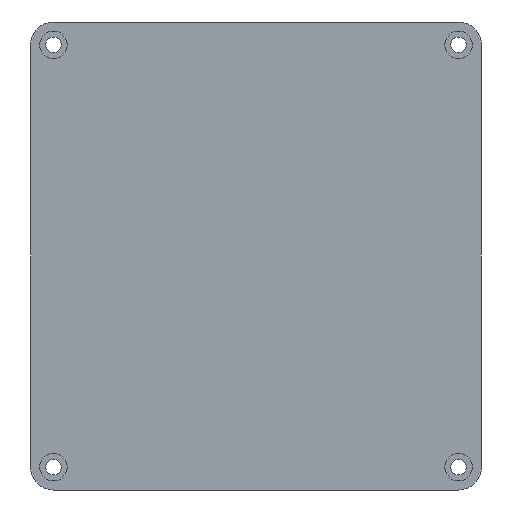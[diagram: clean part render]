
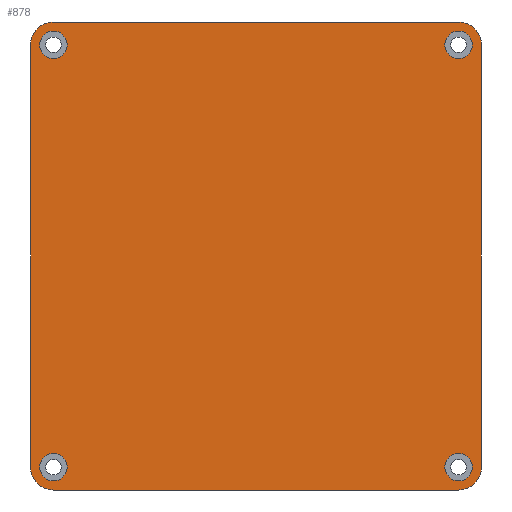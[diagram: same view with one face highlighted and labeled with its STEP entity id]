
A CAD part, front view. The second image highlights one B-rep face of the part: STEP entity #878.
In plain terms, the highlighted planar face has unit normal (0, -1, 0).
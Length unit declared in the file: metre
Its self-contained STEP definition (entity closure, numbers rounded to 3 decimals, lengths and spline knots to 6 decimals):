
#63=LINE('',#1430,#145);
#65=LINE('',#1434,#147);
#69=LINE('',#1443,#151);
#73=LINE('',#1452,#155);
#145=VECTOR('',#1148,1.);
#147=VECTOR('',#1152,1.);
#151=VECTOR('',#1158,1.);
#155=VECTOR('',#1164,1.);
#204=PLANE('',#1004);
#348=ORIENTED_EDGE('',*,*,#505,.F.);
#349=ORIENTED_EDGE('',*,*,#539,.T.);
#350=ORIENTED_EDGE('',*,*,#515,.F.);
#351=ORIENTED_EDGE('',*,*,#540,.T.);
#352=ORIENTED_EDGE('',*,*,#511,.T.);
#353=ORIENTED_EDGE('',*,*,#541,.T.);
#354=ORIENTED_EDGE('',*,*,#507,.F.);
#355=ORIENTED_EDGE('',*,*,#542,.T.);
#356=ORIENTED_EDGE('',*,*,#532,.F.);
#357=ORIENTED_EDGE('',*,*,#530,.T.);
#358=ORIENTED_EDGE('',*,*,#528,.F.);
#359=ORIENTED_EDGE('',*,*,#534,.T.);
#505=EDGE_CURVE('',#606,#607,#63,.T.);
#507=EDGE_CURVE('',#608,#609,#65,.T.);
#511=EDGE_CURVE('',#612,#613,#69,.T.);
#515=EDGE_CURVE('',#616,#617,#73,.T.);
#528=EDGE_CURVE('',#625,#625,#649,.T.);
#530=EDGE_CURVE('',#627,#627,#651,.T.);
#532=EDGE_CURVE('',#629,#629,#653,.T.);
#534=EDGE_CURVE('',#631,#631,#655,.T.);
#539=EDGE_CURVE('',#606,#617,#660,.F.);
#540=EDGE_CURVE('',#616,#612,#661,.F.);
#541=EDGE_CURVE('',#613,#609,#662,.F.);
#542=EDGE_CURVE('',#608,#607,#663,.F.);
#606=VERTEX_POINT('',#1429);
#607=VERTEX_POINT('',#1431);
#608=VERTEX_POINT('',#1435);
#609=VERTEX_POINT('',#1436);
#612=VERTEX_POINT('',#1444);
#613=VERTEX_POINT('',#1445);
#616=VERTEX_POINT('',#1453);
#617=VERTEX_POINT('',#1454);
#625=VERTEX_POINT('',#1477);
#627=VERTEX_POINT('',#1482);
#629=VERTEX_POINT('',#1487);
#631=VERTEX_POINT('',#1492);
#649=CIRCLE('',#989,0.003);
#651=CIRCLE('',#992,0.003);
#653=CIRCLE('',#995,0.003);
#655=CIRCLE('',#998,0.003);
#660=CIRCLE('',#1005,0.005);
#661=CIRCLE('',#1006,0.005);
#662=CIRCLE('',#1007,0.005);
#663=CIRCLE('',#1008,0.005);
#714=EDGE_LOOP('',(#348,#349,#350,#351,#352,#353,#354,#355));
#715=EDGE_LOOP('',(#356));
#716=EDGE_LOOP('',(#357));
#717=EDGE_LOOP('',(#358));
#718=EDGE_LOOP('',(#359));
#794=FACE_BOUND('',#714,.T.);
#795=FACE_BOUND('',#715,.T.);
#796=FACE_BOUND('',#716,.T.);
#797=FACE_BOUND('',#717,.T.);
#798=FACE_BOUND('',#718,.T.);
#878=ADVANCED_FACE('',(#794,#795,#796,#797,#798),#204,.F.);
#989=AXIS2_PLACEMENT_3D('',#1476,#1182,#1183);
#992=AXIS2_PLACEMENT_3D('',#1481,#1188,#1189);
#995=AXIS2_PLACEMENT_3D('',#1486,#1194,#1195);
#998=AXIS2_PLACEMENT_3D('',#1491,#1200,#1201);
#1004=AXIS2_PLACEMENT_3D('',#1498,#1212,#1213);
#1005=AXIS2_PLACEMENT_3D('',#1499,#1214,#1215);
#1006=AXIS2_PLACEMENT_3D('',#1500,#1216,#1217);
#1007=AXIS2_PLACEMENT_3D('',#1501,#1218,#1219);
#1008=AXIS2_PLACEMENT_3D('',#1502,#1220,#1221);
#1148=DIRECTION('',(0.,0.,1.));
#1152=DIRECTION('',(1.,0.,0.));
#1158=DIRECTION('',(0.,0.,1.));
#1164=DIRECTION('',(-1.,0.,0.));
#1182=DIRECTION('',(0.,-1.,0.));
#1183=DIRECTION('',(1.,0.,0.));
#1188=DIRECTION('',(0.,1.,0.));
#1189=DIRECTION('',(1.,0.,0.));
#1194=DIRECTION('',(0.,-1.,0.));
#1195=DIRECTION('',(1.,0.,0.));
#1200=DIRECTION('',(0.,1.,0.));
#1201=DIRECTION('',(1.,0.,0.));
#1212=DIRECTION('',(0.,1.,0.));
#1213=DIRECTION('',(1.,0.,0.));
#1214=DIRECTION('',(0.,1.,0.));
#1215=DIRECTION('',(1.,0.,0.));
#1216=DIRECTION('',(0.,1.,0.));
#1217=DIRECTION('',(1.,0.,0.));
#1218=DIRECTION('',(0.,1.,0.));
#1219=DIRECTION('',(1.,0.,0.));
#1220=DIRECTION('',(0.,1.,0.));
#1221=DIRECTION('',(1.,0.,0.));
#1429=CARTESIAN_POINT('',(-0.049291,0.,-0.046156));
#1430=CARTESIAN_POINT('',(-0.049291,0.,0.));
#1431=CARTESIAN_POINT('',(-0.049291,0.,0.046156));
#1434=CARTESIAN_POINT('',(0.,0.,0.051156));
#1435=CARTESIAN_POINT('',(-0.044291,0.,0.051156));
#1436=CARTESIAN_POINT('',(0.044291,0.,0.051156));
#1443=CARTESIAN_POINT('',(0.049291,0.,0.));
#1444=CARTESIAN_POINT('',(0.049291,0.,-0.046156));
#1445=CARTESIAN_POINT('',(0.049291,0.,0.046156));
#1452=CARTESIAN_POINT('',(0.032935,0.,-0.051156));
#1453=CARTESIAN_POINT('',(0.044291,0.,-0.051156));
#1454=CARTESIAN_POINT('',(-0.044291,0.,-0.051156));
#1476=CARTESIAN_POINT('',(-0.044291,0.,-0.046156));
#1477=CARTESIAN_POINT('',(-0.041291,0.,-0.046156));
#1481=CARTESIAN_POINT('',(0.044291,0.,-0.046156));
#1482=CARTESIAN_POINT('',(0.047291,0.,-0.046156));
#1486=CARTESIAN_POINT('',(0.044291,0.,0.046156));
#1487=CARTESIAN_POINT('',(0.047291,0.,0.046156));
#1491=CARTESIAN_POINT('',(-0.044291,0.,0.046156));
#1492=CARTESIAN_POINT('',(-0.041291,0.,0.046156));
#1498=CARTESIAN_POINT('',(0.,0.,0.006034));
#1499=CARTESIAN_POINT('',(-0.044291,0.,-0.046156));
#1500=CARTESIAN_POINT('',(0.044291,0.,-0.046156));
#1501=CARTESIAN_POINT('',(0.044291,0.,0.046156));
#1502=CARTESIAN_POINT('',(-0.044291,0.,0.046156));
